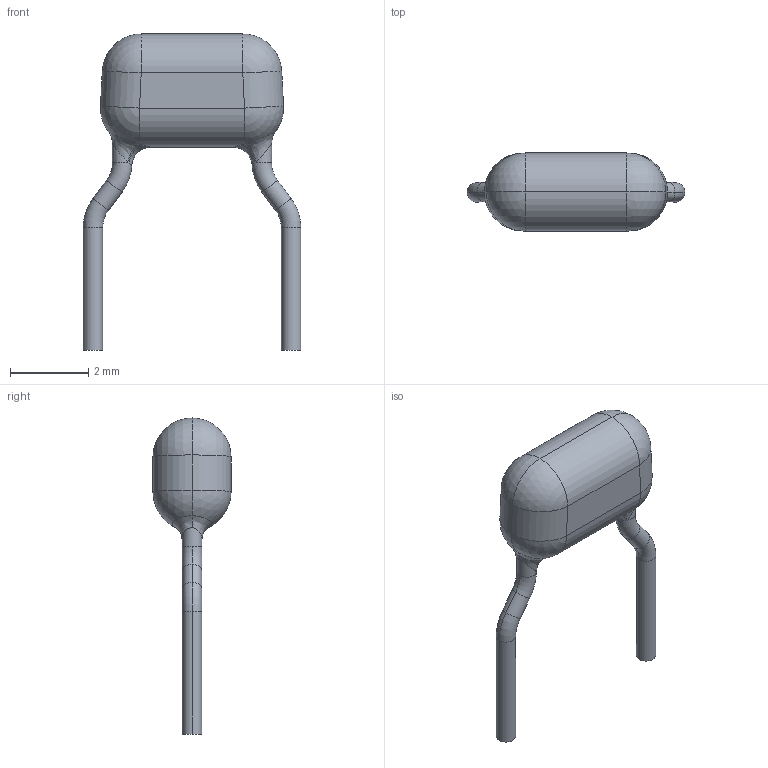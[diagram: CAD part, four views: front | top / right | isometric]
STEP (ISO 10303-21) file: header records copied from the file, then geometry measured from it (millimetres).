
FILE_DESCRIPTION (( 'STEP AP214' ), '1' );
FILE_NAME ('CAP-TH_L5.3-W3.8-H4.4-P5.08.step', '2022-07-01T08:56:48', ( '' ), ( '' ), 'SwSTEP 2.0', 'SolidWorks 2020', '' );
FILE_SCHEMA (( 'AUTOMOTIVE_DESIGN' ));
Length unit declared in the file: millimetre
Products named in the file (1): CAP-TH_L5.3-W3.8-H4.4-P5.08
Bounding box: 5.58 x 2 x 8.1 mm (x, y, z)
Volume: 22.4 mm3; surface area: 56.9 mm2
Topology: 1 solids, 1 shells, 275 faces, 728 edges, 466 vertices
Faces by surface type: plane 130, bspline 110, cylinder 19, torus 8, sphere 8
Entity records: 12213 total; most frequent: CARTESIAN_POINT 3128, ORIENTED_EDGE 1440, DIRECTION 888, EDGE_CURVE 720, VERTEX_POINT 466, LINE 436, VECTOR 436, EDGE_LOOP 294
